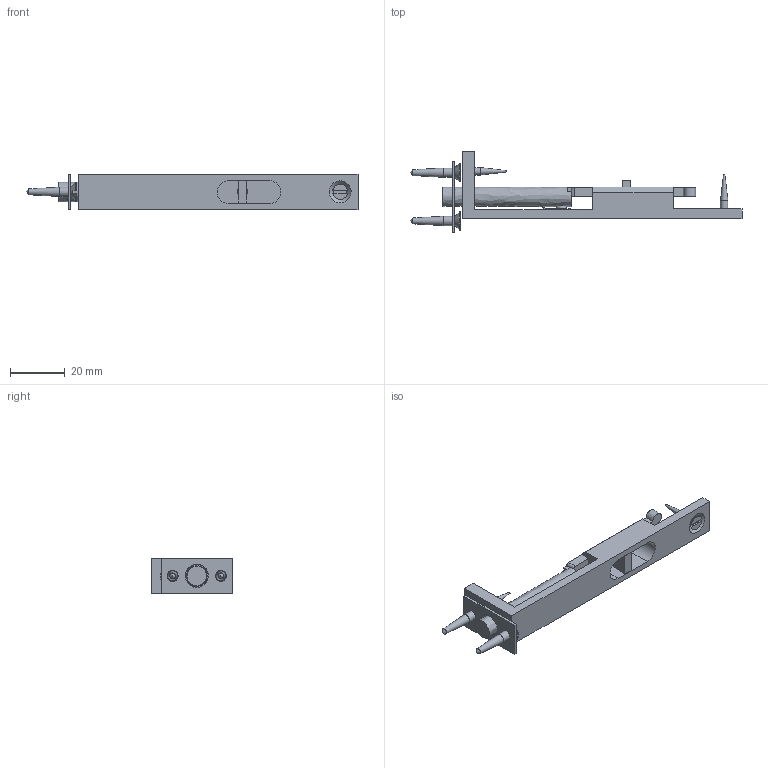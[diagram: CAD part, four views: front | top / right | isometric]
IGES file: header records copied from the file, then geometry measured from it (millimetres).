
Global section: file name: P7302-B; native system: Autodesk Inventor 2018; preprocessor: unknown; author: aduggalther; date: 20180911.144731; units: millimetre
Bounding box: 121.06 x 29.5 x 13.1 mm (x, y, z)
Volume: 10111.8 mm3; surface area: 9236.9 mm2
Topology: 9 solids, 9 shells, 131 faces, 344 edges, 230 vertices
Faces by surface type: bspline 131
